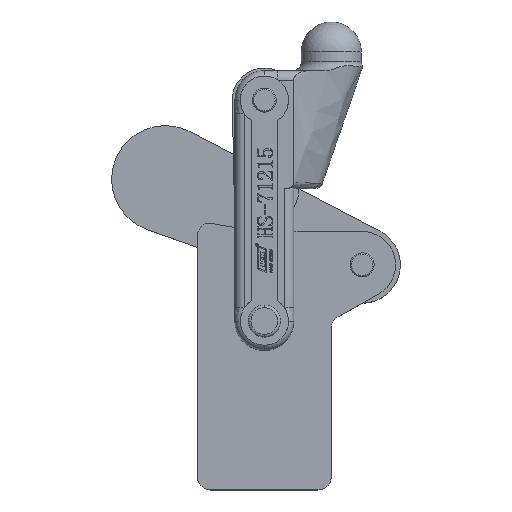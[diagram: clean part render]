
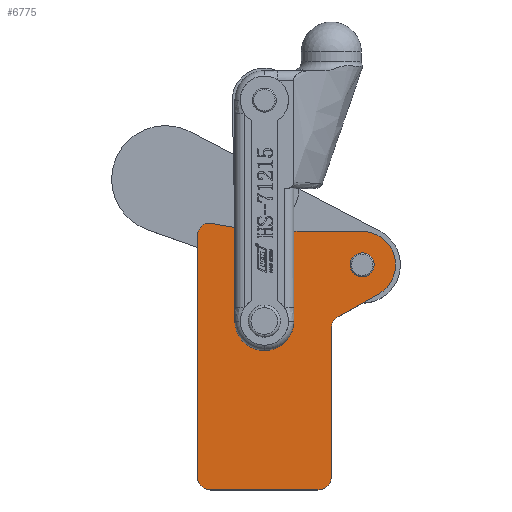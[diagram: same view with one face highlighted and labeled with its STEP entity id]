
A CAD part, top view. The second image highlights one B-rep face of the part: STEP entity #6775.
In plain terms, the highlighted planar face has unit normal (0, 0, 1).
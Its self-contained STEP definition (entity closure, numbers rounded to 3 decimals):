
#4218 = CARTESIAN_POINT ( 'NONE',  ( 31.186, -40.787, 12. ) ) ;
#4220 = CARTESIAN_POINT ( 'NONE',  ( -18.814, -40.787, 12. ) ) ;
#4229 = CARTESIAN_POINT ( 'NONE',  ( 1.686, 17.213, 12. ) ) ;
#4245 = CARTESIAN_POINT ( 'NONE',  ( 26.186, -45.787, 12. ) ) ;
#4251 = CARTESIAN_POINT ( 'NONE',  ( -13.533, 53.697, 12. ) ) ;
#4253 = CARTESIAN_POINT ( 'NONE',  ( -18.814, 49.266, 12. ) ) ;
#4255 = CARTESIAN_POINT ( 'NONE',  ( 3.784, 50.713, 12. ) ) ;
#4257 = CARTESIAN_POINT ( 'NONE',  ( 3.003, 50.782, 12. ) ) ;
#4259 = CARTESIAN_POINT ( 'NONE',  ( 42.686, 50.713, 12. ) ) ;
#4260 = CARTESIAN_POINT ( 'NONE',  ( 48.79, 27.305, 12. ) ) ;
#4262 = CARTESIAN_POINT ( 'NONE',  ( 31.186, 14.521, 12. ) ) ;
#4263 = CARTESIAN_POINT ( 'NONE',  ( 10.686, 17.213, 12. ) ) ;
#4265 = CARTESIAN_POINT ( 'NONE',  ( 38.186, 38.213, 12. ) ) ;
#4268 = CARTESIAN_POINT ( 'NONE',  ( -13.814, -45.787, 12. ) ) ;
#4274 = CARTESIAN_POINT ( 'NONE',  ( 47.186, 38.213, 12. ) ) ;
#4980 = CARTESIAN_POINT ( 'NONE',  ( 33.744, 18.885, 12. ) ) ;
#6775 = ADVANCED_FACE ( 'NONE', ( #15307, #15310, #15305 ), #17420, .T. ) ;
#8069 = DIRECTION ( 'NONE',  ( 1., 0., 0. ) ) ;
#8070 = CARTESIAN_POINT ( 'NONE',  ( 0., -45.787, 12. ) ) ;
#8071 = CARTESIAN_POINT ( 'NONE',  ( 26.186, -40.787, 12. ) ) ;
#8072 = DIRECTION ( 'NONE',  ( 0., 0., 1. ) ) ;
#8073 = DIRECTION ( 'NONE',  ( 1., 0., 0. ) ) ;
#8079 = CARTESIAN_POINT ( 'NONE',  ( -18.814, 0., 12. ) ) ;
#8080 = DIRECTION ( 'NONE',  ( 0., 1., 0. ) ) ;
#8081 = CARTESIAN_POINT ( 'NONE',  ( -13.814, -40.787, 12. ) ) ;
#8082 = DIRECTION ( 'NONE',  ( 0., 0., -1. ) ) ;
#8083 = DIRECTION ( 'NONE',  ( 1., 0., 0. ) ) ;
#8089 = CARTESIAN_POINT ( 'NONE',  ( 8.775, 49.764, 12. ) ) ;
#8090 = DIRECTION ( 'NONE',  ( -0.985, 0.174, 0. ) ) ;
#8091 = CARTESIAN_POINT ( 'NONE',  ( -14.314, 49.266, 12. ) ) ;
#8092 = DIRECTION ( 'NONE',  ( 0., 0., 1. ) ) ;
#8093 = DIRECTION ( 'NONE',  ( 1., 0., 0. ) ) ;
#8094 = CARTESIAN_POINT ( 'NONE',  ( 0., 50.713, 12. ) ) ;
#8095 = DIRECTION ( 'NONE',  ( -1., 0., 0. ) ) ;
#8101 = CARTESIAN_POINT ( 'NONE',  ( 3.784, 55.213, 12. ) ) ;
#8102 = DIRECTION ( 'NONE',  ( 0., 0., -1. ) ) ;
#8103 = DIRECTION ( 'NONE',  ( 1., 0., 0. ) ) ;
#8104 = CARTESIAN_POINT ( 'NONE',  ( 42.686, 38.213, 12. ) ) ;
#8105 = DIRECTION ( 'NONE',  ( 0., 0., 1. ) ) ;
#8106 = DIRECTION ( 'NONE',  ( 1., 0., 0. ) ) ;
#8107 = CARTESIAN_POINT ( 'NONE',  ( 0., 0., 12. ) ) ;
#8108 = DIRECTION ( 'NONE',  ( 0.873, 0.488, 0. ) ) ;
#8109 = CARTESIAN_POINT ( 'NONE',  ( 31.186, 0., 12. ) ) ;
#8110 = DIRECTION ( 'NONE',  ( 0., 1., 0. ) ) ;
#8114 = CARTESIAN_POINT ( 'NONE',  ( 36.186, 14.521, 12. ) ) ;
#8115 = DIRECTION ( 'NONE',  ( 0., 0., -1. ) ) ;
#8116 = DIRECTION ( 'NONE',  ( 1., 0., 0. ) ) ;
#8126 = CARTESIAN_POINT ( 'NONE',  ( 42.686, 38.213, 12. ) ) ;
#8127 = DIRECTION ( 'NONE',  ( 0., 0., 1. ) ) ;
#8128 = DIRECTION ( 'NONE',  ( 1., 0., 0. ) ) ;
#8139 = CARTESIAN_POINT ( 'NONE',  ( 6.186, 17.213, 12. ) ) ;
#8140 = DIRECTION ( 'NONE',  ( 0., 0., 1. ) ) ;
#8141 = DIRECTION ( 'NONE',  ( 1., 0., 0. ) ) ;
#8155 = CARTESIAN_POINT ( 'NONE',  ( 6.186, 17.213, 12. ) ) ;
#8156 = DIRECTION ( 'NONE',  ( 0., 0., 1. ) ) ;
#8157 = DIRECTION ( 'NONE',  ( 1., 0., 0. ) ) ;
#8171 = CARTESIAN_POINT ( 'NONE',  ( 42.686, 38.213, 12. ) ) ;
#8172 = DIRECTION ( 'NONE',  ( 0., 0., 1. ) ) ;
#8173 = DIRECTION ( 'NONE',  ( 1., 0., 0. ) ) ;
#9996 = EDGE_CURVE ( 'NONE', #20162, #20148, #16054, .T. ) ;
#9998 = EDGE_CURVE ( 'NONE', #20176, #20162, #16057, .T. ) ;
#10000 = EDGE_CURVE ( 'NONE', #20176, #20149, #16060, .T. ) ;
#10002 = EDGE_CURVE ( 'NONE', #20149, #20166, #16063, .T. ) ;
#10004 = EDGE_CURVE ( 'NONE', #20165, #20166, #16066, .T. ) ;
#10006 = EDGE_CURVE ( 'NONE', #20168, #20165, #16069, .T. ) ;
#10007 = EDGE_CURVE ( 'NONE', #20167, #20168, #16070, .T. ) ;
#10008 = EDGE_CURVE ( 'NONE', #20169, #20167, #16072, .T. ) ;
#10009 = EDGE_CURVE ( 'NONE', #20170, #20169, #16073, .T. ) ;
#10011 = EDGE_CURVE ( 'NONE', #15006, #20170, #16076, .T. ) ;
#10013 = EDGE_CURVE ( 'NONE', #20171, #15006, #16080, .T. ) ;
#10014 = EDGE_CURVE ( 'NONE', #20148, #20171, #16081, .T. ) ;
#10018 = EDGE_CURVE ( 'NONE', #20180, #20174, #16086, .T. ) ;
#10022 = EDGE_CURVE ( 'NONE', #20172, #20154, #16090, .T. ) ;
#10029 = EDGE_CURVE ( 'NONE', #20154, #20172, #16100, .T. ) ;
#10035 = EDGE_CURVE ( 'NONE', #20174, #20180, #16108, .T. ) ;
#10238 = AXIS2_PLACEMENT_3D ( 'NONE', #17418, #17413, #17422 ) ;
#13515 = AXIS2_PLACEMENT_3D ( 'NONE', #8071, #8072, #8073 ) ;
#13517 = AXIS2_PLACEMENT_3D ( 'NONE', #8081, #8082, #8083 ) ;
#13519 = AXIS2_PLACEMENT_3D ( 'NONE', #8091, #8092, #8093 ) ;
#13521 = AXIS2_PLACEMENT_3D ( 'NONE', #8101, #8102, #8103 ) ;
#13522 = AXIS2_PLACEMENT_3D ( 'NONE', #8104, #8105, #8106 ) ;
#13524 = AXIS2_PLACEMENT_3D ( 'NONE', #8114, #8115, #8116 ) ;
#13527 = AXIS2_PLACEMENT_3D ( 'NONE', #8126, #8127, #8128 ) ;
#13530 = AXIS2_PLACEMENT_3D ( 'NONE', #8139, #8140, #8141 ) ;
#13533 = AXIS2_PLACEMENT_3D ( 'NONE', #8155, #8156, #8157 ) ;
#13536 = AXIS2_PLACEMENT_3D ( 'NONE', #8171, #8172, #8173 ) ;
#15006 = VERTEX_POINT ( 'NONE', #4980 ) ;
#15305 = FACE_OUTER_BOUND ( 'NONE', #19343, .T. ) ;
#15307 = FACE_BOUND ( 'NONE', #19345, .T. ) ;
#15310 = FACE_BOUND ( 'NONE', #19383, .T. ) ;
#16054 = CIRCLE ( 'NONE', #13515, 5. ) ;
#16057 = LINE ( 'NONE', #8070, #16059 ) ;
#16059 = VECTOR ( 'NONE', #8069, 1000. ) ;
#16060 = CIRCLE ( 'NONE', #13517, 5. ) ;
#16063 = LINE ( 'NONE', #8079, #16065 ) ;
#16065 = VECTOR ( 'NONE', #8080, 1000. ) ;
#16066 = CIRCLE ( 'NONE', #13519, 4.5 ) ;
#16069 = LINE ( 'NONE', #8089, #16071 ) ;
#16070 = CIRCLE ( 'NONE', #13521, 4.5 ) ;
#16071 = VECTOR ( 'NONE', #8090, 1000. ) ;
#16072 = LINE ( 'NONE', #8094, #16074 ) ;
#16073 = CIRCLE ( 'NONE', #13522, 12.5 ) ;
#16074 = VECTOR ( 'NONE', #8095, 1000. ) ;
#16076 = LINE ( 'NONE', #8107, #16079 ) ;
#16079 = VECTOR ( 'NONE', #8108, 1000. ) ;
#16080 = CIRCLE ( 'NONE', #13524, 5. ) ;
#16081 = LINE ( 'NONE', #8109, #16083 ) ;
#16083 = VECTOR ( 'NONE', #8110, 1000. ) ;
#16086 = CIRCLE ( 'NONE', #13527, 4.5 ) ;
#16090 = CIRCLE ( 'NONE', #13530, 4.5 ) ;
#16100 = CIRCLE ( 'NONE', #13533, 4.5 ) ;
#16108 = CIRCLE ( 'NONE', #13536, 4.5 ) ;
#17413 = DIRECTION ( 'NONE',  ( 0., 0., 1. ) ) ;
#17418 = CARTESIAN_POINT ( 'NONE',  ( 0., 0., 12. ) ) ;
#17420 = PLANE ( 'NONE',  #10238 ) ;
#17422 = DIRECTION ( 'NONE',  ( 1., 0., 0. ) ) ;
#18424 = ORIENTED_EDGE ( 'NONE', *, *, #9996, .T. ) ;
#18425 = ORIENTED_EDGE ( 'NONE', *, *, #9998, .T. ) ;
#18426 = ORIENTED_EDGE ( 'NONE', *, *, #10000, .F. ) ;
#18427 = ORIENTED_EDGE ( 'NONE', *, *, #10002, .F. ) ;
#18428 = ORIENTED_EDGE ( 'NONE', *, *, #10004, .T. ) ;
#18429 = ORIENTED_EDGE ( 'NONE', *, *, #10006, .T. ) ;
#18430 = ORIENTED_EDGE ( 'NONE', *, *, #10007, .T. ) ;
#18431 = ORIENTED_EDGE ( 'NONE', *, *, #10008, .T. ) ;
#18432 = ORIENTED_EDGE ( 'NONE', *, *, #10009, .T. ) ;
#18433 = ORIENTED_EDGE ( 'NONE', *, *, #10011, .T. ) ;
#18434 = ORIENTED_EDGE ( 'NONE', *, *, #10013, .T. ) ;
#18435 = ORIENTED_EDGE ( 'NONE', *, *, #10014, .T. ) ;
#18436 = ORIENTED_EDGE ( 'NONE', *, *, #10022, .F. ) ;
#18437 = ORIENTED_EDGE ( 'NONE', *, *, #10029, .F. ) ;
#18438 = ORIENTED_EDGE ( 'NONE', *, *, #10018, .F. ) ;
#18439 = ORIENTED_EDGE ( 'NONE', *, *, #10035, .F. ) ;
#19343 = EDGE_LOOP ( 'NONE', ( #18435, #18434, #18433, #18432, #18431, #18430, #18429, #18428, #18427, #18426, #18425, #18424 ) ) ;
#19345 = EDGE_LOOP ( 'NONE', ( #18439, #18438 ) ) ;
#19383 = EDGE_LOOP ( 'NONE', ( #18437, #18436 ) ) ;
#20148 = VERTEX_POINT ( 'NONE', #4218 ) ;
#20149 = VERTEX_POINT ( 'NONE', #4220 ) ;
#20154 = VERTEX_POINT ( 'NONE', #4229 ) ;
#20162 = VERTEX_POINT ( 'NONE', #4245 ) ;
#20165 = VERTEX_POINT ( 'NONE', #4251 ) ;
#20166 = VERTEX_POINT ( 'NONE', #4253 ) ;
#20167 = VERTEX_POINT ( 'NONE', #4255 ) ;
#20168 = VERTEX_POINT ( 'NONE', #4257 ) ;
#20169 = VERTEX_POINT ( 'NONE', #4259 ) ;
#20170 = VERTEX_POINT ( 'NONE', #4260 ) ;
#20171 = VERTEX_POINT ( 'NONE', #4262 ) ;
#20172 = VERTEX_POINT ( 'NONE', #4263 ) ;
#20174 = VERTEX_POINT ( 'NONE', #4265 ) ;
#20176 = VERTEX_POINT ( 'NONE', #4268 ) ;
#20180 = VERTEX_POINT ( 'NONE', #4274 ) ;
